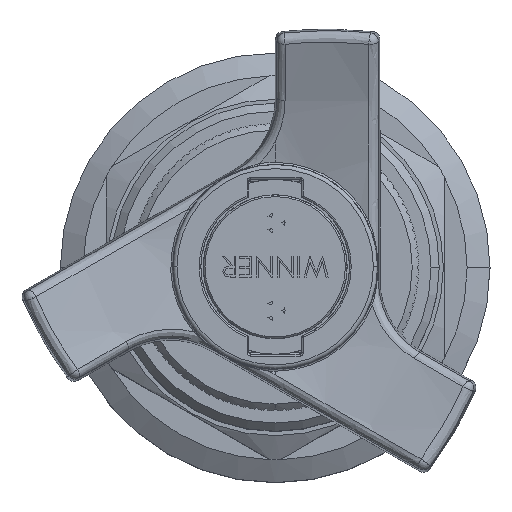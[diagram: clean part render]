
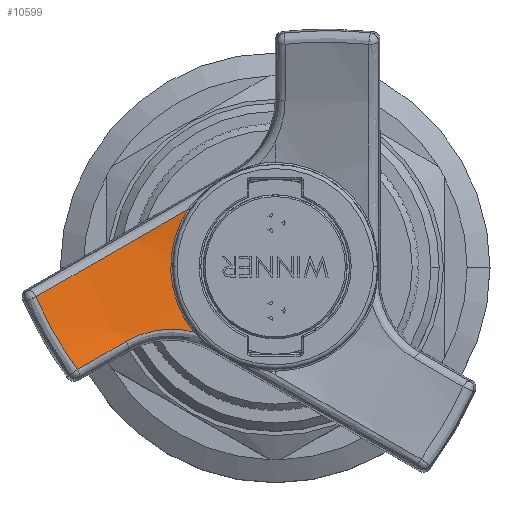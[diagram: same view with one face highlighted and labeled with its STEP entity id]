
A CAD part, top view. The second image highlights one B-rep face of the part: STEP entity #10599.
In plain terms, the highlighted spherical face has radius 70 mm.
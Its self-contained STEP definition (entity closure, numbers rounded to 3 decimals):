
#94 = ORIENTED_EDGE ( 'NONE', *, *, #22964, .T. ) ;
#247 = CARTESIAN_POINT ( 'NONE',  ( -23.198, -0.22, 50.962 ) ) ;
#280 = SPHERICAL_SURFACE ( 'NONE', #32212, 70. ) ;
#730 = CARTESIAN_POINT ( 'NONE',  ( -14.913, -7.824, 49.162 ) ) ;
#1085 = CARTESIAN_POINT ( 'NONE',  ( -29.186, -3.676, 53.591 ) ) ;
#1301 = VERTEX_POINT ( 'NONE', #11890 ) ;
#1963 = CARTESIAN_POINT ( 'NONE',  ( -24.09, -12.52, 52.589 ) ) ;
#3022 = CARTESIAN_POINT ( 'NONE',  ( -10.668, -7.771, 48.365 ) ) ;
#3224 = EDGE_CURVE ( 'NONE', #25278, #23596, #17375, .T. ) ;
#3422 = ORIENTED_EDGE ( 'NONE', *, *, #3224, .T. ) ;
#3471 = CARTESIAN_POINT ( 'NONE',  ( -18.152, -9.091, 50.119 ) ) ;
#4080 = DIRECTION ( 'NONE',  ( 0., 0., -1. ) ) ;
#5155 = CARTESIAN_POINT ( 'NONE',  ( 0., 0., 117.11 ) ) ;
#5678 = CARTESIAN_POINT ( 'NONE',  ( -10.311, -7.84, 48.318 ) ) ;
#5753 = CARTESIAN_POINT ( 'NONE',  ( -29.186, -3.676, 53.591 ) ) ;
#5782 = CARTESIAN_POINT ( 'NONE',  ( -16.908, -8.449, 49.706 ) ) ;
#6004 = CARTESIAN_POINT ( 'NONE',  ( -9.961, -7.927, 48.277 ) ) ;
#6327 = CARTESIAN_POINT ( 'NONE',  ( -24.09, -12.52, 52.589 ) ) ;
#10046 = EDGE_CURVE ( 'NONE', #28538, #25278, #21544, .T. ) ;
#10599 = ADVANCED_FACE ( 'NONE', ( #16016 ), #280, .F. ) ;
#11043 = CARTESIAN_POINT ( 'NONE',  ( -13.86, -7.67, 48.925 ) ) ;
#11890 = CARTESIAN_POINT ( 'NONE',  ( -9.961, -7.927, 48.277 ) ) ;
#12670 = CARTESIAN_POINT ( 'NONE',  ( -16.953, 3.385, 49.253 ) ) ;
#13474 = CARTESIAN_POINT ( 'NONE',  ( -12.441, -7.601, 48.644 ) ) ;
#14721 = ORIENTED_EDGE ( 'NONE', *, *, #21457, .T. ) ;
#14774 = ORIENTED_EDGE ( 'NONE', *, *, #30449, .T. ) ;
#15178 = CARTESIAN_POINT ( 'NONE',  ( -26.233, -1.971, 52.135 ) ) ;
#15293 = CARTESIAN_POINT ( 'NONE',  ( -18.524, 2.478, 49.626 ) ) ;
#15656 = CARTESIAN_POINT ( 'NONE',  ( -11.377, -7.668, 48.467 ) ) ;
#15877 = CARTESIAN_POINT ( 'NONE',  ( -15.592, -7.991, 49.334 ) ) ;
#16016 = FACE_OUTER_BOUND ( 'NONE', #21931, .T. ) ;
#17375 = B_SPLINE_CURVE_WITH_KNOTS ( 'NONE', 3,
 ( #6327, #31050, #18657, #21281 ),
 .UNSPECIFIED., .F., .F.,
 ( 4, 4 ),
 ( 0., 0.007 ),
 .UNSPECIFIED. ) ;
#17587 = DIRECTION ( 'NONE',  ( 1., 0., 0. ) ) ;
#17847 = CARTESIAN_POINT ( 'NONE',  ( -29.186, -3.676, 53.591 ) ) ;
#17922 = DIRECTION ( 'NONE',  ( 0., 1., 0. ) ) ;
#18657 = CARTESIAN_POINT ( 'NONE',  ( -20.167, -10.254, 50.822 ) ) ;
#19207 = CIRCLE ( 'NONE', #21683, 12.73 ) ;
#19476 = DIRECTION ( 'NONE',  ( 1., 0., 0. ) ) ;
#19702 = VERTEX_POINT ( 'NONE', #25867 ) ;
#21058 = CARTESIAN_POINT ( 'NONE',  ( -12.795, -7.601, 48.709 ) ) ;
#21281 = CARTESIAN_POINT ( 'NONE',  ( -18.152, -9.091, 50.119 ) ) ;
#21457 = EDGE_CURVE ( 'NONE', #1301, #19702, #19207, .T. ) ;
#21544 = B_SPLINE_CURVE_WITH_KNOTS ( 'NONE', 3,
 ( #5753, #23235, #28264, #28037 ),
 .UNSPECIFIED., .F., .F.,
 ( 4, 4 ),
 ( 0., 0.01 ),
 .UNSPECIFIED. ) ;
#21683 = AXIS2_PLACEMENT_3D ( 'NONE', #24416, #4080, #19476 ) ;
#21931 = EDGE_LOOP ( 'NONE', ( #14774, #14721, #94, #22563, #3422 ) ) ;
#22563 = ORIENTED_EDGE ( 'NONE', *, *, #10046, .T. ) ;
#22576 = CARTESIAN_POINT ( 'NONE',  ( -10.597, 7.053, 48.277 ) ) ;
#22684 = CARTESIAN_POINT ( 'NONE',  ( -12.195, 6.131, 48.429 ) ) ;
#22964 = EDGE_CURVE ( 'NONE', #19702, #28538, #25325, .T. ) ;
#23235 = CARTESIAN_POINT ( 'NONE',  ( -27.812, -6.783, 53.139 ) ) ;
#23375 = CARTESIAN_POINT ( 'NONE',  ( -11.732, -7.634, 48.523 ) ) ;
#23596 = VERTEX_POINT ( 'NONE', #25169 ) ;
#24416 = CARTESIAN_POINT ( 'NONE',  ( 0., 0., 48.277 ) ) ;
#25169 = CARTESIAN_POINT ( 'NONE',  ( -18.152, -9.091, 50.119 ) ) ;
#25278 = VERTEX_POINT ( 'NONE', #1963 ) ;
#25325 = B_SPLINE_CURVE_WITH_KNOTS ( 'NONE', 3,
 ( #22576, #22684, #27723, #12670, #15293, #247, #15178, #17847 ),
 .UNSPECIFIED., .F., .F.,
 ( 4, 2, 2, 4 ),
 ( 0.007, 0.013, 0.018, 0.029 ),
 .UNSPECIFIED. ) ;
#25867 = CARTESIAN_POINT ( 'NONE',  ( -10.597, 7.053, 48.277 ) ) ;
#26093 = CARTESIAN_POINT ( 'NONE',  ( -13.504, -7.636, 48.85 ) ) ;
#27723 = CARTESIAN_POINT ( 'NONE',  ( -13.791, 5.21, 48.655 ) ) ;
#28037 = CARTESIAN_POINT ( 'NONE',  ( -24.09, -12.52, 52.589 ) ) ;
#28264 = CARTESIAN_POINT ( 'NONE',  ( -26.103, -9.754, 52.804 ) ) ;
#28538 = VERTEX_POINT ( 'NONE', #1085 ) ;
#30449 = EDGE_CURVE ( 'NONE', #23596, #1301, #32543, .T. ) ;
#30924 = CARTESIAN_POINT ( 'NONE',  ( -17.548, -8.741, 49.907 ) ) ;
#31050 = CARTESIAN_POINT ( 'NONE',  ( -22.149, -11.399, 51.647 ) ) ;
#32212 = AXIS2_PLACEMENT_3D ( 'NONE', #5155, #17587, #17922 ) ;
#32543 = B_SPLINE_CURVE_WITH_KNOTS ( 'NONE', 3,
 ( #3471, #30924, #5782, #15877, #730, #11043, #26093, #21058, #13474, #23375, #15656, #3022, #5678, #6004 ),
 .UNSPECIFIED., .F., .F.,
 ( 4, 2, 2, 2, 2, 2, 4 ),
 ( 0., 0.002, 0.004, 0.005, 0.007, 0.008, 0.009 ),
 .UNSPECIFIED. ) ;
